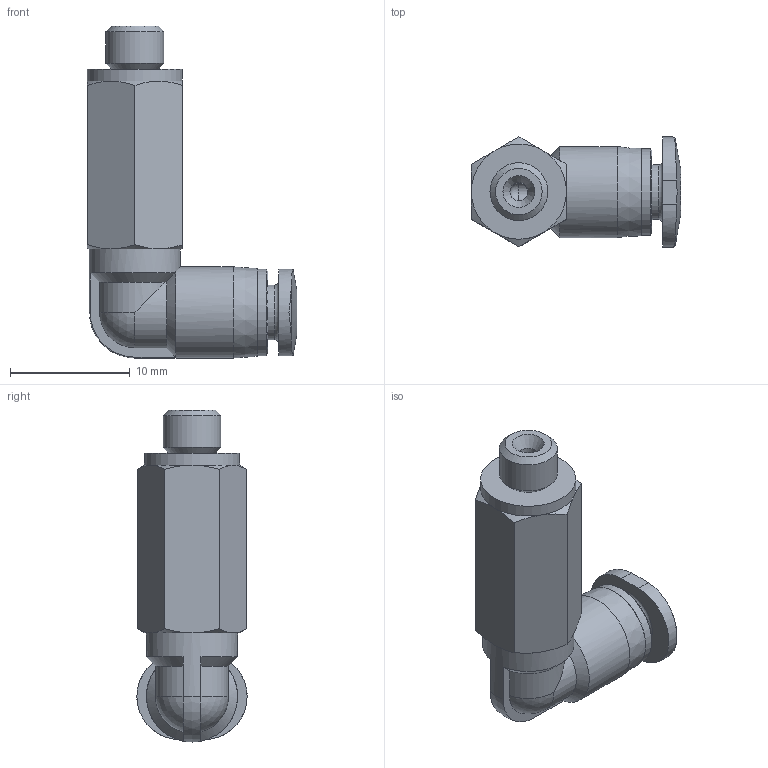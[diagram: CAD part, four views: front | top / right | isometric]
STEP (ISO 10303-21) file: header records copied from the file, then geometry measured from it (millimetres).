
FILE_DESCRIPTION(/* description */ ('STEP AP214'),/* implementation_level */ '2;1');
FILE_NAME(/* name */ '572286_QBMLL-10-32-UNF-1_8-U',/* time_stamp */ '2024-09-14T03:35:14+02:00',/* author */ ('License CC BY-ND 4.0'),/* organization */ ('CADENAS'),/* preprocessor_version */ 'ST-DEVELOPER v19.3',/* originating_system */ 'PARTsolutions',/* authorisation */ ' ');
FILE_SCHEMA (('AUTOMOTIVE_DESIGN {1 0 10303 214 3 1 1}'));
Length unit declared in the file: millimetre
Products named in the file (1): 572286 QBMLL-10-32-UNF-1/8-U
Bounding box: 17.47 x 9.2 x 27.7 mm (x, y, z)
Volume: 1467.2 mm3; surface area: 1291.7 mm2
Topology: 1 solids, 1 shells, 62 faces, 148 edges, 92 vertices
Faces by surface type: cone 22, plane 17, cylinder 15, torus 4, sphere 4
Full cylindrical faces by diameter (mm): 1.5 x2, 3.175 x1, 4.575 x1, 4.826 x1, 7.2 x1, 7.6 x2, 7.938 x1
Entity records: 2155 total; most frequent: CARTESIAN_POINT 405, DIRECTION 266, ORIENTED_EDGE 248, EDGE_CURVE 124, AXIS2_PLACEMENT_3D 123, VERTEX_POINT 86, EDGE_LOOP 86, FACE_BOUND 86
